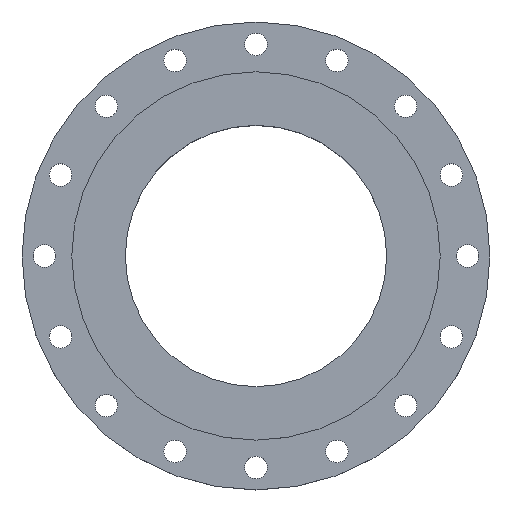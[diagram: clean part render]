
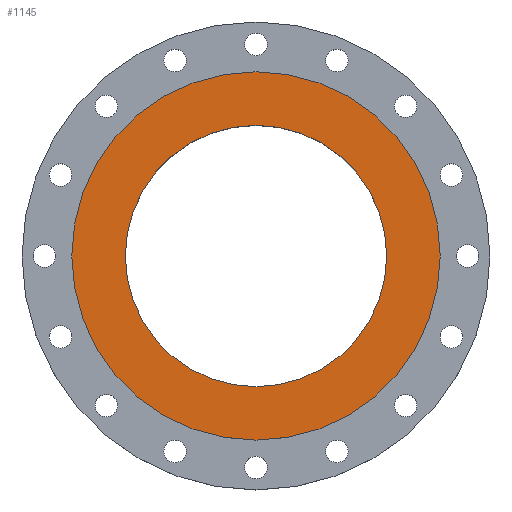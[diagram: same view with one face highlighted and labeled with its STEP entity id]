
A CAD part, top view. The second image highlights one B-rep face of the part: STEP entity #1145.
In plain terms, the highlighted planar face has unit normal (0, 0, 1).
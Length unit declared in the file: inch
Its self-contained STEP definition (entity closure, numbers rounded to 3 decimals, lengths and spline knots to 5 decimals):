
#26 = CARTESIAN_POINT ( 'NONE',  ( 0., 0., 0. ) ) ;
#30 = CARTESIAN_POINT ( 'NONE',  ( 6.5625, 0., 0. ) ) ;
#115 = CIRCLE ( 'NONE', #733, 6.5625 ) ;
#117 = CIRCLE ( 'NONE', #756, 9.25 ) ;
#152 = FACE_BOUND ( 'NONE', #492, .T. ) ;
#180 = CARTESIAN_POINT ( 'NONE',  ( 0., 0., 0. ) ) ;
#194 = CARTESIAN_POINT ( 'NONE',  ( -6.5625, 0., 0. ) ) ;
#236 = VERTEX_POINT ( 'NONE', #636 ) ;
#252 = DIRECTION ( 'NONE',  ( 0., 0., 1. ) ) ;
#368 = DIRECTION ( 'NONE',  ( 1., 0., 0. ) ) ;
#388 = DIRECTION ( 'NONE',  ( 1., 0., 0. ) ) ;
#439 = VERTEX_POINT ( 'NONE', #1279 ) ;
#479 = VERTEX_POINT ( 'NONE', #194 ) ;
#492 = EDGE_LOOP ( 'NONE', ( #858, #942 ) ) ;
#549 = DIRECTION ( 'NONE',  ( 0., 0., -1. ) ) ;
#568 = EDGE_CURVE ( 'NONE', #1091, #479, #1679, .T. ) ;
#636 = CARTESIAN_POINT ( 'NONE',  ( -9.25, 0., 0. ) ) ;
#733 = AXIS2_PLACEMENT_3D ( 'NONE', #26, #1456, #368 ) ;
#756 = AXIS2_PLACEMENT_3D ( 'NONE', #180, #1276, #1001 ) ;
#771 = EDGE_LOOP ( 'NONE', ( #1211, #799 ) ) ;
#799 = ORIENTED_EDGE ( 'NONE', *, *, #1381, .T. ) ;
#854 = CARTESIAN_POINT ( 'NONE',  ( 0., 6.5625, 0. ) ) ;
#858 = ORIENTED_EDGE ( 'NONE', *, *, #568, .F. ) ;
#876 = EDGE_CURVE ( 'NONE', #479, #1091, #115, .T. ) ;
#942 = ORIENTED_EDGE ( 'NONE', *, *, #876, .F. ) ;
#1001 = DIRECTION ( 'NONE',  ( 1., 0., 0. ) ) ;
#1027 = CARTESIAN_POINT ( 'NONE',  ( 0., 0., 0. ) ) ;
#1091 = VERTEX_POINT ( 'NONE', #30 ) ;
#1096 = FACE_OUTER_BOUND ( 'NONE', #771, .T. ) ;
#1145 = ADVANCED_FACE ( 'NONE', ( #152, #1096 ), #1404, .F. ) ;
#1195 = DIRECTION ( 'NONE',  ( 0., 0., 1. ) ) ;
#1211 = ORIENTED_EDGE ( 'NONE', *, *, #1287, .T. ) ;
#1229 = CARTESIAN_POINT ( 'NONE',  ( 0., 0., 0. ) ) ;
#1254 = DIRECTION ( 'NONE',  ( -1., 0., 0. ) ) ;
#1276 = DIRECTION ( 'NONE',  ( 0., 0., 1. ) ) ;
#1279 = CARTESIAN_POINT ( 'NONE',  ( 9.25, 0., 0. ) ) ;
#1287 = EDGE_CURVE ( 'NONE', #439, #236, #117, .T. ) ;
#1362 = AXIS2_PLACEMENT_3D ( 'NONE', #854, #549, #1254 ) ;
#1381 = EDGE_CURVE ( 'NONE', #236, #439, #1560, .T. ) ;
#1404 = PLANE ( 'NONE',  #1362 ) ;
#1456 = DIRECTION ( 'NONE',  ( 0., 0., 1. ) ) ;
#1560 = CIRCLE ( 'NONE', #1793, 9.25 ) ;
#1616 = AXIS2_PLACEMENT_3D ( 'NONE', #1027, #1195, #1752 ) ;
#1679 = CIRCLE ( 'NONE', #1616, 6.5625 ) ;
#1752 = DIRECTION ( 'NONE',  ( 1., 0., 0. ) ) ;
#1793 = AXIS2_PLACEMENT_3D ( 'NONE', #1229, #252, #388 ) ;
